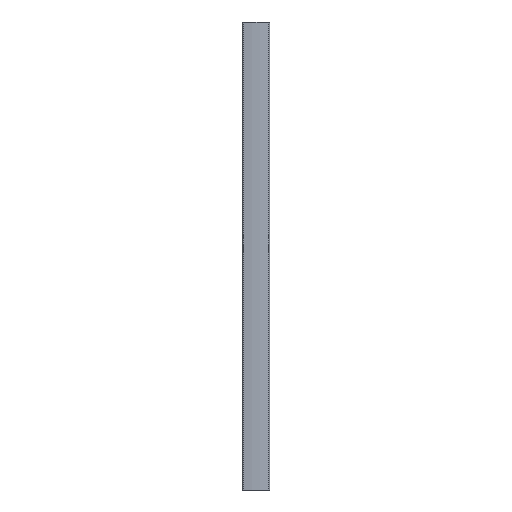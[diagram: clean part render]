
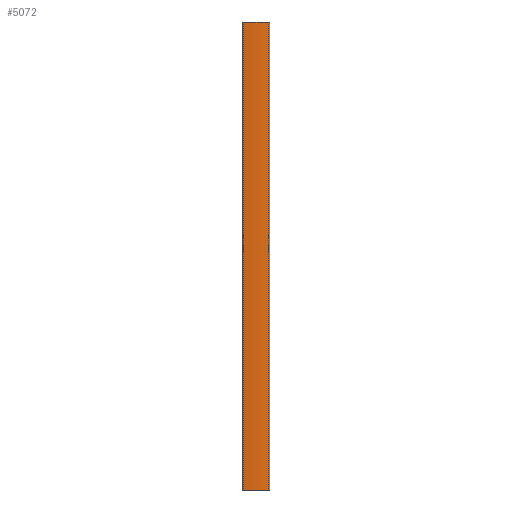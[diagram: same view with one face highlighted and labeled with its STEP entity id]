
A CAD part, left-side view. The second image highlights one B-rep face of the part: STEP entity #5072.
In plain terms, the highlighted cylindrical face has radius 255 mm (diameter 510 mm), a partial arc.
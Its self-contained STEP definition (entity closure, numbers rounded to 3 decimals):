
#2415=CARTESIAN_POINT('',(227.5,0.,0.));
#2416=DIRECTION('',(0.,0.,1.));
#2417=DIRECTION('',(-0.991,0.132,0.));
#2418=AXIS2_PLACEMENT_3D('',#2415,#2416,#2417);
#2993=DIRECTION('',(0.,0.,-1.));
#2994=VECTOR('',#2993,1250.);
#2995=CARTESIAN_POINT('',(-25.273,33.63,1250.));
#2996=LINE('',#2995,#2994);
#3000=DIRECTION('',(0.,0.,-1.));
#3001=VECTOR('',#3000,1250.);
#3002=CARTESIAN_POINT('',(-25.273,-33.63,1250.));
#3003=LINE('',#3002,#3001);
#3063=CARTESIAN_POINT('',(227.5,0.,1250.));
#3064=DIRECTION('',(0.,0.,1.));
#3065=DIRECTION('',(-0.991,0.132,0.));
#3066=AXIS2_PLACEMENT_3D('',#3063,#3064,#3065);
#4531=CARTESIAN_POINT('',(-25.273,33.63,0.));
#4533=VERTEX_POINT('',#4531);
#4537=CARTESIAN_POINT('',(-25.273,33.63,1250.));
#4538=VERTEX_POINT('',#4537);
#4556=CARTESIAN_POINT('',(-25.273,-33.63,0.));
#4558=VERTEX_POINT('',#4556);
#4559=CARTESIAN_POINT('',(-25.273,-33.63,1250.));
#4560=VERTEX_POINT('',#4559);
#5060=CARTESIAN_POINT('',(227.5,0.,0.));
#5061=DIRECTION('',(0.,0.,1.));
#5062=DIRECTION('',(1.,0.,0.));
#5063=AXIS2_PLACEMENT_3D('',#5060,#5061,#5062);
#5064=CYLINDRICAL_SURFACE('',#5063,255.);
#5065=ORIENTED_EDGE('',*,*,#4899,.F.);
#5067=ORIENTED_EDGE('',*,*,#5066,.T.);
#5068=ORIENTED_EDGE('',*,*,#5052,.T.);
#5069=ORIENTED_EDGE('',*,*,#4822,.F.);
#5070=EDGE_LOOP('',(#5065,#5067,#5068,#5069));
#5071=FACE_OUTER_BOUND('',#5070,.F.);
#2419=CIRCLE('',#2418,255.);
#3067=CIRCLE('',#3066,255.);
#4822=EDGE_CURVE('',#4533,#4558,#2419,.T.);
#4899=EDGE_CURVE('',#4538,#4533,#2996,.T.);
#5052=EDGE_CURVE('',#4560,#4558,#3003,.T.);
#5066=EDGE_CURVE('',#4538,#4560,#3067,.T.);
#5072=ADVANCED_FACE('',(#5071),#5064,.T.);
